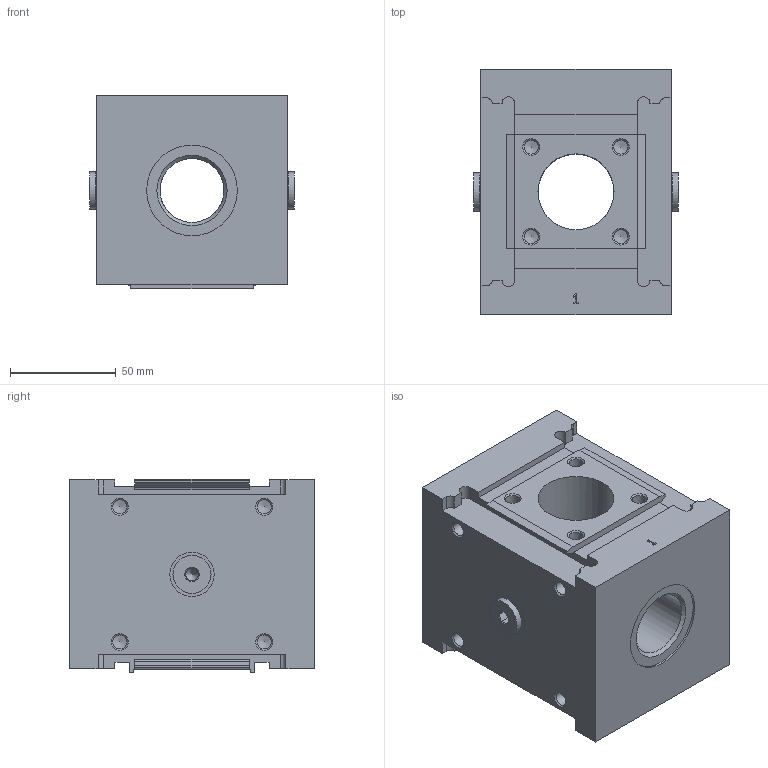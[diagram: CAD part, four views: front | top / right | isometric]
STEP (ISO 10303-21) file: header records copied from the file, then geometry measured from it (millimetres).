
FILE_DESCRIPTION(/* description */ ('STEP AP214'),/* implementation_level */ '2;1');
FILE_NAME(/* name */ '1401366_PMBL-90-HP3',/* time_stamp */ '2024-09-13T18:45:23+02:00',/* author */ ('License CC BY-ND 4.0'),/* organization */ ('CADENAS'),/* preprocessor_version */ 'ST-DEVELOPER v19.3',/* originating_system */ 'PARTsolutions',/* authorisation */ ' ');
FILE_SCHEMA (('AUTOMOTIVE_DESIGN {1 0 10303 214 3 1 1}'));
Length unit declared in the file: millimetre
Products named in the file (3): 1401366 PMBL-90-HP3; 1401366 PMBL-90-HP3-G; DIN-908 G1/4A
Assembly tree (3 placements, depth 2):
  1401366 PMBL-90-HP3
    1401366 PMBL-90-HP3-G
    DIN-908 G1/4A  x2
Bounding box: 97 x 116 x 91.5 mm (x, y, z)
Volume: 731823.7 mm3; surface area: 84121.5 mm2
Topology: 3 solids, 3 shells, 225 faces, 579 edges, 373 vertices
Faces by surface type: plane 114, cone 56, cylinder 55
Full cylindrical faces by diameter (mm): 6.647 x16, 7.9 x2, 11.445 x2, 13.157 x2, 18 x2, 21 x2, 30.291 x2, 36 x1, 42 x1, 43 x2, 47.5 x1
Entity records: 5805 total; most frequent: CARTESIAN_POINT 1084, DIRECTION 958, ORIENTED_EDGE 856, EDGE_CURVE 428, AXIS2_PLACEMENT_3D 335, VERTEX_POINT 329, FACE_BOUND 309, EDGE_LOOP 292
